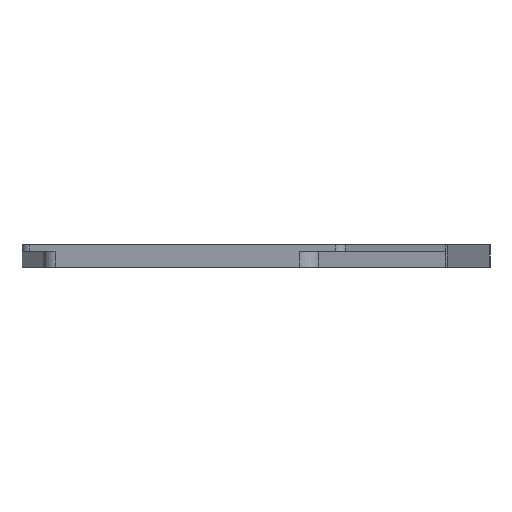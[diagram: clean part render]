
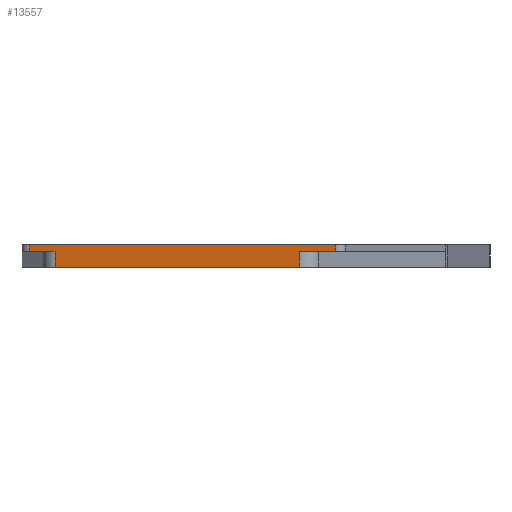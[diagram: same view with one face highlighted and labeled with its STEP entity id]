
A CAD part, left-side view. The second image highlights one B-rep face of the part: STEP entity #13557.
In plain terms, the highlighted planar face has unit normal (-0.985, 0.173, 0).
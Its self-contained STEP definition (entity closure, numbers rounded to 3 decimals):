
#451=PLANE('',#14896);
#1120=FACE_OUTER_BOUND('',#1832,.T.);
#1832=EDGE_LOOP('',(#12200,#12201,#12202,#12203,#12204,#12205,#12206,#12207));
#1932=LINE('',#19115,#3281);
#1937=LINE('',#19135,#3286);
#2620=LINE('',#21427,#3969);
#2633=LINE('',#21458,#3982);
#3012=LINE('',#22290,#4361);
#3096=LINE('',#22503,#4445);
#3224=LINE('',#22909,#4573);
#3225=LINE('',#22910,#4574);
#3281=VECTOR('',#15076,10.);
#3286=VECTOR('',#15093,10.);
#3969=VECTOR('',#17252,10.);
#3982=VECTOR('',#17283,10.);
#4361=VECTOR('',#18148,10.);
#4445=VECTOR('',#18368,10.);
#4573=VECTOR('',#18892,10.);
#4574=VECTOR('',#18893,10.);
#5321=VERTEX_POINT('',#19111);
#5323=VERTEX_POINT('',#19114);
#5328=VERTEX_POINT('',#19125);
#5332=VERTEX_POINT('',#19133);
#6202=VERTEX_POINT('',#21424);
#6212=VERTEX_POINT('',#21455);
#6422=VERTEX_POINT('',#22288);
#6483=VERTEX_POINT('',#22501);
#6658=EDGE_CURVE('',#5321,#5323,#1932,.T.);
#6668=EDGE_CURVE('',#5332,#5328,#1937,.T.);
#7779=EDGE_CURVE('',#6202,#5332,#2620,.T.);
#7795=EDGE_CURVE('',#6212,#5323,#2633,.T.);
#8245=EDGE_CURVE('',#5321,#6422,#3012,.T.);
#8356=EDGE_CURVE('',#6483,#6422,#3096,.T.);
#8562=EDGE_CURVE('',#5328,#6483,#3224,.T.);
#8563=EDGE_CURVE('',#6202,#6212,#3225,.T.);
#12200=ORIENTED_EDGE('',*,*,#8245,.T.);
#12201=ORIENTED_EDGE('',*,*,#8356,.F.);
#12202=ORIENTED_EDGE('',*,*,#8562,.F.);
#12203=ORIENTED_EDGE('',*,*,#6668,.F.);
#12204=ORIENTED_EDGE('',*,*,#7779,.F.);
#12205=ORIENTED_EDGE('',*,*,#8563,.T.);
#12206=ORIENTED_EDGE('',*,*,#7795,.T.);
#12207=ORIENTED_EDGE('',*,*,#6658,.F.);
#13557=ADVANCED_FACE('',(#1120),#451,.T.);
#14896=AXIS2_PLACEMENT_3D('',#22908,#18890,#18891);
#15076=DIRECTION('',(0.173,0.985,0.));
#15093=DIRECTION('',(0.173,0.985,0.));
#17252=DIRECTION('',(0.,0.,-1.));
#17283=DIRECTION('',(0.,0.,-1.));
#18148=DIRECTION('',(0.,0.,-1.));
#18368=DIRECTION('',(0.173,0.985,0.));
#18890=DIRECTION('center_axis',(-0.985,0.173,0.));
#18891=DIRECTION('ref_axis',(0.173,0.985,0.));
#18892=DIRECTION('',(0.,0.,-1.));
#18893=DIRECTION('',(0.173,0.985,0.));
#19111=CARTESIAN_POINT('',(-110.091,45.425,0.01));
#19114=CARTESIAN_POINT('',(-109.097,51.08,0.01));
#19115=CARTESIAN_POINT('',(-109.097,51.08,0.01));
#19125=CARTESIAN_POINT('',(-119.593,-8.662,0.01));
#19133=CARTESIAN_POINT('',(-121.006,-16.71,0.01));
#19135=CARTESIAN_POINT('',(-109.097,51.08,0.01));
#21424=CARTESIAN_POINT('',(-121.006,-16.71,1.51));
#21427=CARTESIAN_POINT('',(-121.006,-16.71,1.51));
#21455=CARTESIAN_POINT('',(-109.097,51.08,1.51));
#21458=CARTESIAN_POINT('',(-109.097,51.08,1.51));
#22288=CARTESIAN_POINT('',(-110.091,45.425,-3.49));
#22290=CARTESIAN_POINT('',(-110.091,45.425,1.51));
#22501=CARTESIAN_POINT('',(-119.593,-8.662,-3.49));
#22503=CARTESIAN_POINT('',(-119.593,-8.662,-3.49));
#22908=CARTESIAN_POINT('Origin',(-119.593,-8.662,1.51));
#22909=CARTESIAN_POINT('',(-119.593,-8.662,1.51));
#22910=CARTESIAN_POINT('',(-119.593,-8.662,1.51));
